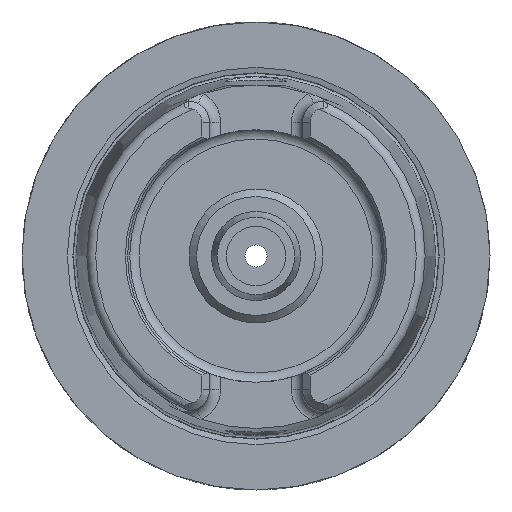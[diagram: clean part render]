
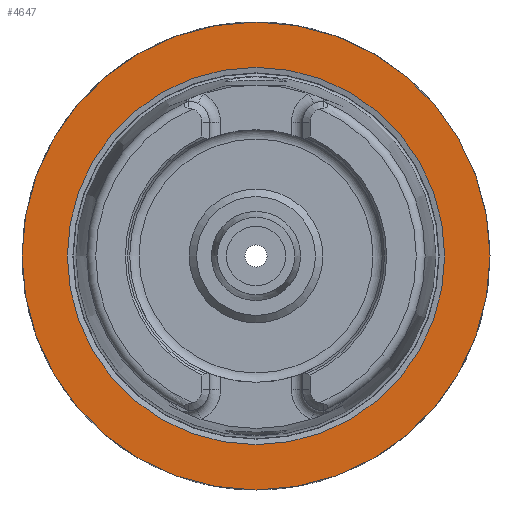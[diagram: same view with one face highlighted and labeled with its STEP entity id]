
A CAD part, left-side view. The second image highlights one B-rep face of the part: STEP entity #4647.
In plain terms, the highlighted planar face has unit normal (-1, 0, 0).
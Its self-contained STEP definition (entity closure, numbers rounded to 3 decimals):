
#3878=CARTESIAN_POINT('',(0.0,31.5,0.0));
#3879=VERTEX_POINT('',#3878);
#3880=CARTESIAN_POINT('',(0.0,0.0,0.0));
#3881=DIRECTION('',(1.0,0.0,0.0));
#3882=DIRECTION('',(0.0,1.0,0.0));
#3883=AXIS2_PLACEMENT_3D('',#3880,#3881,#3882);
#3884=CIRCLE('',#3883,31.5);
#3885=EDGE_CURVE('',#3879,#3879,#3884,.T.);
#4621=CARTESIAN_POINT('',(0.0,25.4,0.0));
#4622=VERTEX_POINT('',#4621);
#4623=CARTESIAN_POINT('',(0.0,0.0,0.0));
#4624=DIRECTION('',(1.0,0.0,0.0));
#4625=DIRECTION('',(0.0,1.0,0.0));
#4626=AXIS2_PLACEMENT_3D('',#4623,#4624,#4625);
#4627=CIRCLE('',#4626,25.4);
#4628=EDGE_CURVE('',#4622,#4622,#4627,.T.);
#4636=CARTESIAN_POINT('',(0.0,28.45,0.0));
#4637=DIRECTION('',(-1.0,0.0,0.0));
#4638=DIRECTION('',(0.0,0.0,1.0));
#4639=AXIS2_PLACEMENT_3D('',#4636,#4637,#4638);
#4640=PLANE('',#4639);
#4641=ORIENTED_EDGE('',*,*,#3885,.F.);
#4642=EDGE_LOOP('',(#4641));
#4643=FACE_OUTER_BOUND('',#4642,.T.);
#4644=ORIENTED_EDGE('',*,*,#4628,.T.);
#4645=EDGE_LOOP('',(#4644));
#4646=FACE_BOUND('',#4645,.T.);
#4647=ADVANCED_FACE('',(#4643,#4646),#4640,.T.);
